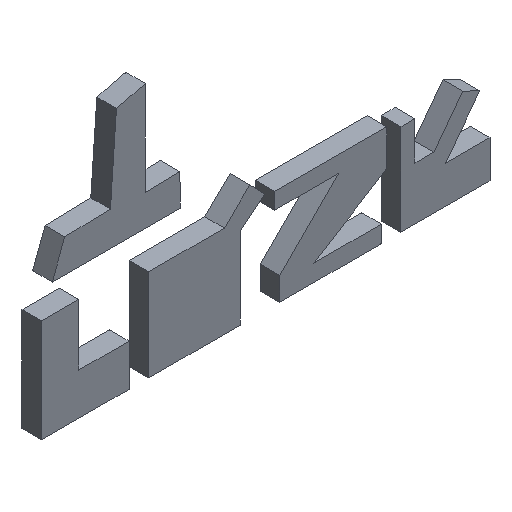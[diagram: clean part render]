
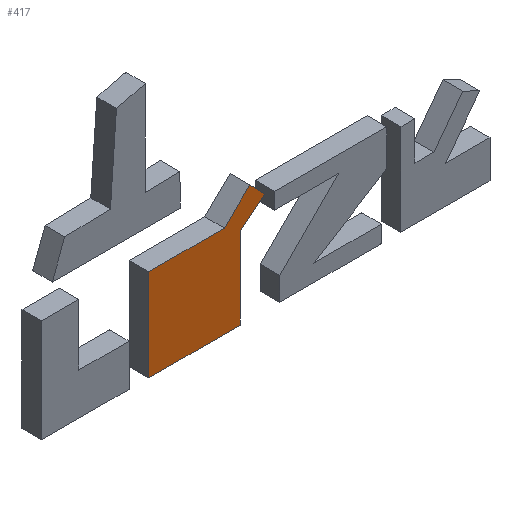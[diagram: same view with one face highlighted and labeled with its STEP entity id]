
A CAD part, isometric view. The second image highlights one B-rep face of the part: STEP entity #417.
In plain terms, the highlighted planar face has unit normal (0, -1, 0).
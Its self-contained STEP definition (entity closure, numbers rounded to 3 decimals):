
#61 = LINE ( 'NONE', #1150, #1074 ) ;
#121 = DIRECTION ( 'NONE',  ( 0.694, 0., -0.72 ) ) ;
#163 = VECTOR ( 'NONE', #527, 1000. ) ;
#165 = DIRECTION ( 'NONE',  ( 0., -1., 0. ) ) ;
#189 = EDGE_CURVE ( 'NONE', #602, #1141, #1250, .T. ) ;
#232 = CARTESIAN_POINT ( 'NONE',  ( 46.745, 0., -46.881 ) ) ;
#250 = ORIENTED_EDGE ( 'NONE', *, *, #842, .F. ) ;
#257 = CARTESIAN_POINT ( 'NONE',  ( 0., 0., 0. ) ) ;
#270 = EDGE_CURVE ( 'NONE', #1141, #1428, #1503, .T. ) ;
#273 = VERTEX_POINT ( 'NONE', #257 ) ;
#301 = ORIENTED_EDGE ( 'NONE', *, *, #1504, .F. ) ;
#318 = CARTESIAN_POINT ( 'NONE',  ( 38.533, 0., 0. ) ) ;
#388 = CARTESIAN_POINT ( 'NONE',  ( 51.562, 0., 12.552 ) ) ;
#417 = ADVANCED_FACE ( 'NONE', ( #777 ), #1314, .T. ) ;
#437 = VECTOR ( 'NONE', #121, 1000. ) ;
#503 = VERTEX_POINT ( 'NONE', #751 ) ;
#527 = DIRECTION ( 'NONE',  ( 0.72, 0., 0.694 ) ) ;
#560 = CARTESIAN_POINT ( 'NONE',  ( 46.745, 0., -46.881 ) ) ;
#602 = VERTEX_POINT ( 'NONE', #318 ) ;
#640 = DIRECTION ( 'NONE',  ( 0., 0., 1. ) ) ;
#720 = ORIENTED_EDGE ( 'NONE', *, *, #189, .F. ) ;
#732 = VECTOR ( 'NONE', #640, 1000. ) ;
#751 = CARTESIAN_POINT ( 'NONE',  ( 46.745, 0., -5.057 ) ) ;
#772 = LINE ( 'NONE', #232, #1139 ) ;
#774 = AXIS2_PLACEMENT_3D ( 'NONE', #1684, #165, #1174 ) ;
#777 = FACE_OUTER_BOUND ( 'NONE', #1592, .T. ) ;
#782 = VERTEX_POINT ( 'NONE', #560 ) ;
#791 = CARTESIAN_POINT ( 'NONE',  ( 0., 0., -46.881 ) ) ;
#842 = EDGE_CURVE ( 'NONE', #1428, #503, #1598, .T. ) ;
#845 = CARTESIAN_POINT ( 'NONE',  ( 51.562, 0., 12.552 ) ) ;
#910 = CARTESIAN_POINT ( 'NONE',  ( 38.533, 0., 0. ) ) ;
#940 = CARTESIAN_POINT ( 'NONE',  ( 59.046, 0., 4.784 ) ) ;
#948 = ORIENTED_EDGE ( 'NONE', *, *, #1160, .F. ) ;
#969 = DIRECTION ( 'NONE',  ( -1., 0., 0. ) ) ;
#1021 = VECTOR ( 'NONE', #1315, 1000. ) ;
#1049 = ORIENTED_EDGE ( 'NONE', *, *, #270, .F. ) ;
#1074 = VECTOR ( 'NONE', #969, 1000. ) ;
#1111 = ORIENTED_EDGE ( 'NONE', *, *, #1436, .F. ) ;
#1139 = VECTOR ( 'NONE', #1329, 1000. ) ;
#1141 = VERTEX_POINT ( 'NONE', #845 ) ;
#1150 = CARTESIAN_POINT ( 'NONE',  ( 0., 0., -46.881 ) ) ;
#1160 = EDGE_CURVE ( 'NONE', #782, #1370, #61, .T. ) ;
#1174 = DIRECTION ( 'NONE',  ( 0., 0., -1. ) ) ;
#1181 = DIRECTION ( 'NONE',  ( -0.781, 0., -0.625 ) ) ;
#1227 = VECTOR ( 'NONE', #1181, 1000. ) ;
#1234 = CARTESIAN_POINT ( 'NONE',  ( 59.046, 0., 4.784 ) ) ;
#1250 = LINE ( 'NONE', #388, #163 ) ;
#1314 = PLANE ( 'NONE',  #774 ) ;
#1315 = DIRECTION ( 'NONE',  ( 1., 0., 0. ) ) ;
#1329 = DIRECTION ( 'NONE',  ( 0., 0., -1. ) ) ;
#1332 = EDGE_CURVE ( 'NONE', #273, #602, #1412, .T. ) ;
#1370 = VERTEX_POINT ( 'NONE', #791 ) ;
#1376 = ORIENTED_EDGE ( 'NONE', *, *, #1332, .F. ) ;
#1391 = LINE ( 'NONE', #1481, #732 ) ;
#1412 = LINE ( 'NONE', #910, #1021 ) ;
#1428 = VERTEX_POINT ( 'NONE', #1234 ) ;
#1436 = EDGE_CURVE ( 'NONE', #503, #782, #772, .T. ) ;
#1481 = CARTESIAN_POINT ( 'NONE',  ( 0., 0., 0. ) ) ;
#1503 = LINE ( 'NONE', #940, #437 ) ;
#1504 = EDGE_CURVE ( 'NONE', #1370, #273, #1391, .T. ) ;
#1592 = EDGE_LOOP ( 'NONE', ( #1376, #301, #948, #1111, #250, #1049, #720 ) ) ;
#1598 = LINE ( 'NONE', #1644, #1227 ) ;
#1644 = CARTESIAN_POINT ( 'NONE',  ( 46.745, 0., -5.057 ) ) ;
#1684 = CARTESIAN_POINT ( 'NONE',  ( 0., 0., 0. ) ) ;
